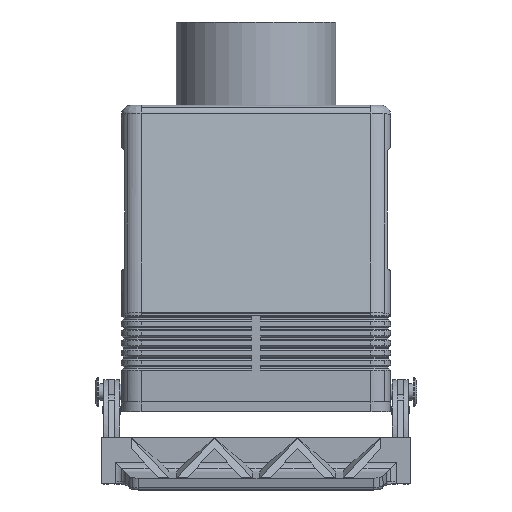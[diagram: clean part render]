
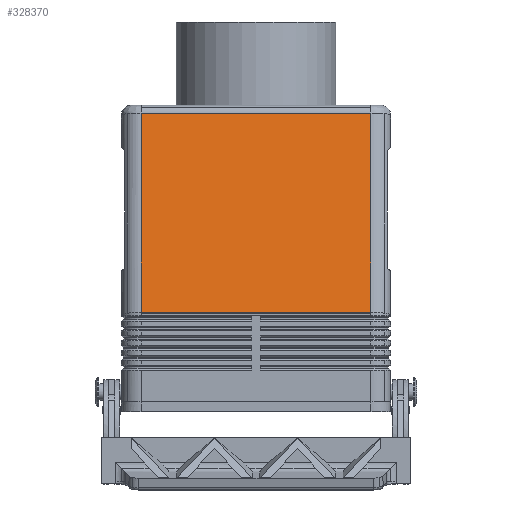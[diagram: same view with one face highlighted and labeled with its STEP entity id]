
A CAD part, left-side view. The second image highlights one B-rep face of the part: STEP entity #328370.
In plain terms, the highlighted planar face has unit normal (-0.986, 0, 0.166).
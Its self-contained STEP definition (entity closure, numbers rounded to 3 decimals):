
#32330=CARTESIAN_POINT('',(-46.667,35.25,30.493));
#32340=VERTEX_POINT('',#32330);
#32370=CARTESIAN_POINT('',(-46.667,-35.25,30.493));
#32380=DIRECTION('',(0.,1.,0.));
#32390=VECTOR('',#32380,70.5);
#32400=LINE('',#32370,#32390);
#32410=CARTESIAN_POINT('',(-46.667,-35.25,30.493));
#32420=VERTEX_POINT('',#32410);
#32430=EDGE_CURVE('',#32420,#32340,#32400,.T.);
#203530=CARTESIAN_POINT('',(-36.42,-35.25,91.497));
#203540=DIRECTION('',(-0.166,0.,-0.986));
#203550=VECTOR('',#203540,61.858);
#203560=LINE('',#203530,#203550);
#203570=CARTESIAN_POINT('',(-36.42,-35.25,91.497));
#203580=VERTEX_POINT('',#203570);
#203590=EDGE_CURVE('',#203580,#32420,#203560,.T.);
#302550=CARTESIAN_POINT('',(-36.42,35.25,91.497));
#302560=DIRECTION('',(0.,-1.,0.));
#302570=VECTOR('',#302560,70.5);
#302580=LINE('',#302550,#302570);
#302590=CARTESIAN_POINT('',(-36.42,35.25,91.497));
#302600=VERTEX_POINT('',#302590);
#302610=EDGE_CURVE('',#302600,#203580,#302580,.T.);
#308390=CARTESIAN_POINT('',(-46.667,35.25,30.493));
#308400=DIRECTION('',(0.166,0.,0.986));
#308410=VECTOR('',#308400,61.858);
#308420=LINE('',#308390,#308410);
#308430=EDGE_CURVE('',#32340,#302600,#308420,.T.);
#328260=CARTESIAN_POINT('',(-36.,0.,94.));
#328270=DIRECTION('',(-0.986,0.,0.166));
#328280=DIRECTION('',(0.166,0.,0.986));
#328290=AXIS2_PLACEMENT_3D('',#328260,#328270,#328280);
#328300=PLANE('',#328290);
#328310=ORIENTED_EDGE('',*,*,#203590,.F.);
#328320=ORIENTED_EDGE('',*,*,#32430,.F.);
#328330=ORIENTED_EDGE('',*,*,#308430,.F.);
#328340=ORIENTED_EDGE('',*,*,#302610,.F.);
#328350=EDGE_LOOP('',(#328340,#328330,#328320,#328310));
#328360=FACE_OUTER_BOUND('',#328350,.T.);
#328370=ADVANCED_FACE('',(#328360),#328300,.T.);
